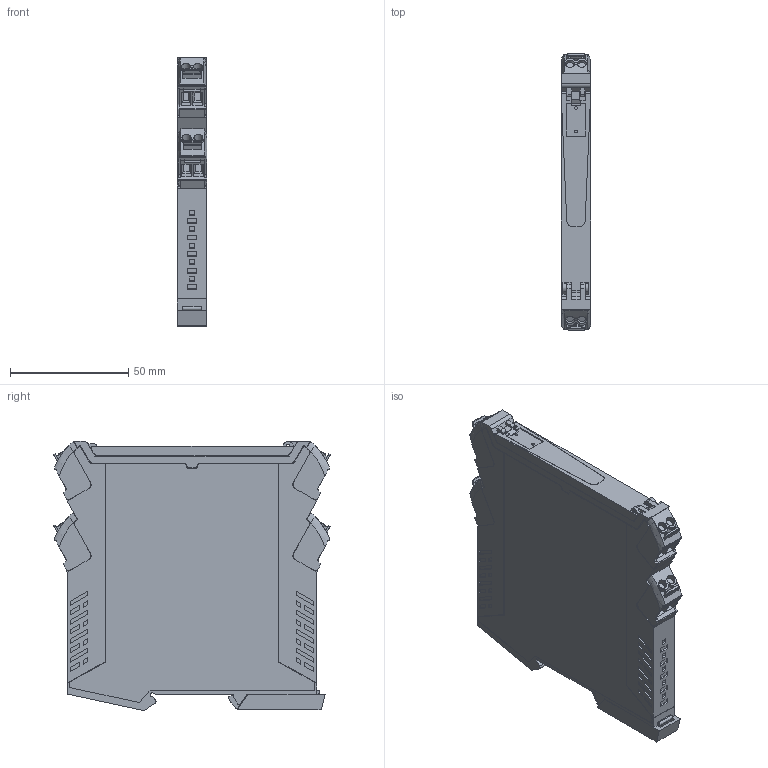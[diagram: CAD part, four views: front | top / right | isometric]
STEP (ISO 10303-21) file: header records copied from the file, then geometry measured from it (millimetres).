
FILE_DESCRIPTION(('CATIA V5 STEP Exchange','CAx-IF Rec.Pracs.--- Model Styling and Organization---1.4--- 2014-01-23'),'2;1');
FILE_NAME ('10625476_3_7760054124_S3D_ACT20P_2CI_2CO_ILP_S.stp','2020-02-14T08:34:21+00:00',('none'),('Weidmueller'),'CATIA Version 5-6 Release 2016 SP3 HF44','CATIA V5 STEP AP214','none');
FILE_SCHEMA(('AUTOMOTIVE_DESIGN { 1 0 10303 214 1 1 1 1 }'));
Length unit declared in the file: millimetre
Products named in the file (1): 7760054124
Bounding box: 12.57 x 117.24 x 114.02 mm (x, y, z)
Volume: 143473.4 mm3; surface area: 44205.3 mm2
Topology: 13 solids, 13 shells, 1253 faces, 3867 edges, 2703 vertices
Faces by surface type: plane 942, cylinder 257, extrusion 28, revolution 16, bspline 8, sphere 2
Entity records: 44041 total; most frequent: CARTESIAN_POINT 10735, ORIENTED_EDGE 7734, DIRECTION 4895, EDGE_CURVE 3867, VECTOR 2708, VERTEX_POINT 2703, LINE 2680, AXIS2_PLACEMENT_3D 1341
